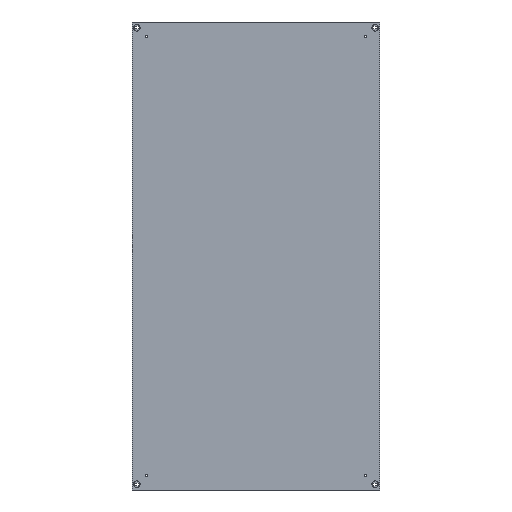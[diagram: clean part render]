
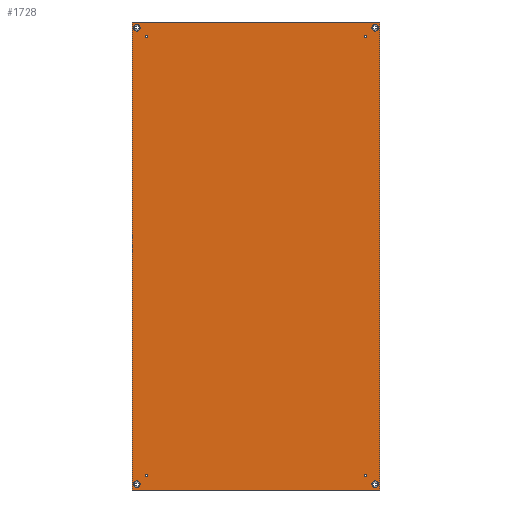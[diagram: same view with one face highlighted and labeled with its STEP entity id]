
A CAD part, front view. The second image highlights one B-rep face of the part: STEP entity #1728.
In plain terms, the highlighted planar face has unit normal (0, -1, 0).
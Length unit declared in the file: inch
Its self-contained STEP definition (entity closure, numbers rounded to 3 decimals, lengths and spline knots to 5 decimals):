
#17 = FACE_BOUND ( 'NONE', #590, .T. ) ;
#24 = EDGE_CURVE ( 'NONE', #948, #948, #875, .T. ) ;
#30 = CARTESIAN_POINT ( 'NONE',  ( 0., -0.09843, 0. ) ) ;
#36 = LINE ( 'NONE', #1507, #2203 ) ;
#47 = DIRECTION ( 'NONE',  ( 0., 0., 1. ) ) ;
#59 = CARTESIAN_POINT ( 'NONE',  ( -15.45268, -0.09843, -31.18102 ) ) ;
#103 = EDGE_LOOP ( 'NONE', ( #1543 ) ) ;
#125 = CARTESIAN_POINT ( 'NONE',  ( -15.45268, -0.09843, 31.00386 ) ) ;
#167 = AXIS2_PLACEMENT_3D ( 'NONE', #1423, #1960, #327 ) ;
#171 = EDGE_CURVE ( 'NONE', #1651, #1636, #2120, .T. ) ;
#192 = ORIENTED_EDGE ( 'NONE', *, *, #840, .F. ) ;
#208 = CARTESIAN_POINT ( 'NONE',  ( -16.85031, -0.09843, 32.2637 ) ) ;
#223 = CARTESIAN_POINT ( 'NONE',  ( -17.51969, -0.09843, -33.07087 ) ) ;
#226 = AXIS2_PLACEMENT_3D ( 'NONE', #1366, #612, #2098 ) ;
#231 = CIRCLE ( 'NONE', #766, 0.17717 ) ;
#297 = AXIS2_PLACEMENT_3D ( 'NONE', #30, #1835, #1292 ) ;
#327 = DIRECTION ( 'NONE',  ( 0., 0., 1. ) ) ;
#345 = CARTESIAN_POINT ( 'NONE',  ( -16.85031, -0.09843, -32.2637 ) ) ;
#365 = FACE_BOUND ( 'NONE', #394, .T. ) ;
#373 = VECTOR ( 'NONE', #1255, 39.37008 ) ;
#388 = FACE_BOUND ( 'NONE', #1898, .T. ) ;
#394 = EDGE_LOOP ( 'NONE', ( #918 ) ) ;
#418 = CARTESIAN_POINT ( 'NONE',  ( 15.45268, -0.09843, 31.00386 ) ) ;
#421 = EDGE_CURVE ( 'NONE', #2050, #2050, #1522, .T. ) ;
#465 = CIRCLE ( 'NONE', #1567, 0.47244 ) ;
#479 = ORIENTED_EDGE ( 'NONE', *, *, #24, .F. ) ;
#491 = CARTESIAN_POINT ( 'NONE',  ( 0., -0.09843, -33.07087 ) ) ;
#496 = AXIS2_PLACEMENT_3D ( 'NONE', #208, #761, #1497 ) ;
#569 = ORIENTED_EDGE ( 'NONE', *, *, #1070, .F. ) ;
#590 = EDGE_LOOP ( 'NONE', ( #479 ) ) ;
#591 = DIRECTION ( 'NONE',  ( 0., -1., 0. ) ) ;
#612 = DIRECTION ( 'NONE',  ( 0., -1., 0. ) ) ;
#617 = VERTEX_POINT ( 'NONE', #755 ) ;
#646 = ORIENTED_EDGE ( 'NONE', *, *, #171, .F. ) ;
#653 = CARTESIAN_POINT ( 'NONE',  ( 16.85031, -0.09843, 32.73614 ) ) ;
#697 = CARTESIAN_POINT ( 'NONE',  ( 16.85031, -0.09843, -32.2637 ) ) ;
#701 = EDGE_CURVE ( 'NONE', #1042, #2267, #1572, .T. ) ;
#730 = DIRECTION ( 'NONE',  ( 0., 0., -1. ) ) ;
#755 = CARTESIAN_POINT ( 'NONE',  ( 15.45268, -0.09843, -31.18102 ) ) ;
#761 = DIRECTION ( 'NONE',  ( 0., -1., 0. ) ) ;
#766 = AXIS2_PLACEMENT_3D ( 'NONE', #125, #878, #1198 ) ;
#782 = CARTESIAN_POINT ( 'NONE',  ( 16.85031, -0.09843, -31.79126 ) ) ;
#792 = CIRCLE ( 'NONE', #1283, 0.47244 ) ;
#802 = CARTESIAN_POINT ( 'NONE',  ( 17.51969, -0.09843, -33.07087 ) ) ;
#823 = CARTESIAN_POINT ( 'NONE',  ( 15.45268, -0.09843, -31.00386 ) ) ;
#840 = EDGE_CURVE ( 'NONE', #617, #617, #1634, .T. ) ;
#848 = VECTOR ( 'NONE', #730, 39.37008 ) ;
#875 = CIRCLE ( 'NONE', #226, 0.17717 ) ;
#878 = DIRECTION ( 'NONE',  ( 0., -1., 0. ) ) ;
#889 = CARTESIAN_POINT ( 'NONE',  ( 17.51969, -0.09843, 0. ) ) ;
#909 = EDGE_CURVE ( 'NONE', #1636, #1042, #36, .T. ) ;
#918 = ORIENTED_EDGE ( 'NONE', *, *, #2307, .F. ) ;
#932 = DIRECTION ( 'NONE',  ( 0., -1., 0. ) ) ;
#948 = VERTEX_POINT ( 'NONE', #59 ) ;
#1010 = EDGE_LOOP ( 'NONE', ( #1051 ) ) ;
#1042 = VERTEX_POINT ( 'NONE', #1219 ) ;
#1051 = ORIENTED_EDGE ( 'NONE', *, *, #1457, .F. ) ;
#1070 = EDGE_CURVE ( 'NONE', #1532, #1532, #231, .T. ) ;
#1083 = EDGE_LOOP ( 'NONE', ( #2085, #1113, #1929, #646 ) ) ;
#1113 = ORIENTED_EDGE ( 'NONE', *, *, #701, .F. ) ;
#1115 = FACE_BOUND ( 'NONE', #1010, .T. ) ;
#1116 = DIRECTION ( 'NONE',  ( 0., -1., 0. ) ) ;
#1155 = DIRECTION ( 'NONE',  ( 0., -1., 0. ) ) ;
#1173 = EDGE_CURVE ( 'NONE', #1344, #1344, #465, .T. ) ;
#1194 = EDGE_CURVE ( 'NONE', #2267, #1651, #2145, .T. ) ;
#1198 = DIRECTION ( 'NONE',  ( 0., 0., -1. ) ) ;
#1219 = CARTESIAN_POINT ( 'NONE',  ( -17.51969, -0.09843, 33.07087 ) ) ;
#1243 = DIRECTION ( 'NONE',  ( 1., 0., 0. ) ) ;
#1249 = DIRECTION ( 'NONE',  ( 0., 0., 1. ) ) ;
#1255 = DIRECTION ( 'NONE',  ( -1., 0., 0. ) ) ;
#1283 = AXIS2_PLACEMENT_3D ( 'NONE', #345, #932, #1833 ) ;
#1292 = DIRECTION ( 'NONE',  ( 0., 0., 1. ) ) ;
#1294 = CARTESIAN_POINT ( 'NONE',  ( 15.45268, -0.09843, 30.82669 ) ) ;
#1317 = FACE_BOUND ( 'NONE', #1600, .T. ) ;
#1344 = VERTEX_POINT ( 'NONE', #782 ) ;
#1366 = CARTESIAN_POINT ( 'NONE',  ( -15.45268, -0.09843, -31.00386 ) ) ;
#1370 = VERTEX_POINT ( 'NONE', #653 ) ;
#1398 = CIRCLE ( 'NONE', #167, 0.47244 ) ;
#1403 = EDGE_CURVE ( 'NONE', #1657, #1657, #2313, .T. ) ;
#1423 = CARTESIAN_POINT ( 'NONE',  ( 16.85031, -0.09843, 32.2637 ) ) ;
#1457 = EDGE_CURVE ( 'NONE', #2065, #2065, #792, .T. ) ;
#1469 = AXIS2_PLACEMENT_3D ( 'NONE', #418, #1155, #2064 ) ;
#1490 = EDGE_LOOP ( 'NONE', ( #569 ) ) ;
#1495 = DIRECTION ( 'NONE',  ( 0., 0., -1. ) ) ;
#1497 = DIRECTION ( 'NONE',  ( 0., 0., 1. ) ) ;
#1507 = CARTESIAN_POINT ( 'NONE',  ( -17.51969, -0.09843, 0. ) ) ;
#1518 = CARTESIAN_POINT ( 'NONE',  ( -16.85031, -0.09843, 32.73614 ) ) ;
#1522 = CIRCLE ( 'NONE', #496, 0.47244 ) ;
#1532 = VERTEX_POINT ( 'NONE', #1684 ) ;
#1543 = ORIENTED_EDGE ( 'NONE', *, *, #1403, .F. ) ;
#1565 = VECTOR ( 'NONE', #1243, 39.37008 ) ;
#1567 = AXIS2_PLACEMENT_3D ( 'NONE', #697, #1116, #1249 ) ;
#1572 = LINE ( 'NONE', #2311, #1565 ) ;
#1600 = EDGE_LOOP ( 'NONE', ( #1700 ) ) ;
#1634 = CIRCLE ( 'NONE', #2016, 0.17717 ) ;
#1636 = VERTEX_POINT ( 'NONE', #223 ) ;
#1651 = VERTEX_POINT ( 'NONE', #802 ) ;
#1657 = VERTEX_POINT ( 'NONE', #1294 ) ;
#1684 = CARTESIAN_POINT ( 'NONE',  ( -15.45268, -0.09843, 30.82669 ) ) ;
#1700 = ORIENTED_EDGE ( 'NONE', *, *, #421, .F. ) ;
#1728 = ADVANCED_FACE ( 'NONE', ( #1824, #1115, #17, #365, #2166, #1317, #2202, #388, #1998 ), #1846, .F. ) ;
#1804 = CARTESIAN_POINT ( 'NONE',  ( 17.51969, -0.09843, 33.07087 ) ) ;
#1824 = FACE_BOUND ( 'NONE', #2308, .T. ) ;
#1833 = DIRECTION ( 'NONE',  ( 0., 0., 1. ) ) ;
#1835 = DIRECTION ( 'NONE',  ( 0., 1., 0. ) ) ;
#1846 = PLANE ( 'NONE',  #297 ) ;
#1889 = CARTESIAN_POINT ( 'NONE',  ( -16.85031, -0.09843, -31.79126 ) ) ;
#1898 = EDGE_LOOP ( 'NONE', ( #2289 ) ) ;
#1929 = ORIENTED_EDGE ( 'NONE', *, *, #909, .F. ) ;
#1960 = DIRECTION ( 'NONE',  ( 0., -1., 0. ) ) ;
#1998 = FACE_OUTER_BOUND ( 'NONE', #1083, .T. ) ;
#2016 = AXIS2_PLACEMENT_3D ( 'NONE', #823, #591, #1495 ) ;
#2050 = VERTEX_POINT ( 'NONE', #1518 ) ;
#2064 = DIRECTION ( 'NONE',  ( 0., 0., -1. ) ) ;
#2065 = VERTEX_POINT ( 'NONE', #1889 ) ;
#2085 = ORIENTED_EDGE ( 'NONE', *, *, #1194, .F. ) ;
#2098 = DIRECTION ( 'NONE',  ( 0., 0., -1. ) ) ;
#2120 = LINE ( 'NONE', #491, #373 ) ;
#2145 = LINE ( 'NONE', #889, #848 ) ;
#2166 = FACE_BOUND ( 'NONE', #103, .T. ) ;
#2202 = FACE_BOUND ( 'NONE', #1490, .T. ) ;
#2203 = VECTOR ( 'NONE', #47, 39.37008 ) ;
#2267 = VERTEX_POINT ( 'NONE', #1804 ) ;
#2289 = ORIENTED_EDGE ( 'NONE', *, *, #1173, .F. ) ;
#2307 = EDGE_CURVE ( 'NONE', #1370, #1370, #1398, .T. ) ;
#2308 = EDGE_LOOP ( 'NONE', ( #192 ) ) ;
#2311 = CARTESIAN_POINT ( 'NONE',  ( 0., -0.09843, 33.07087 ) ) ;
#2313 = CIRCLE ( 'NONE', #1469, 0.17717 ) ;
